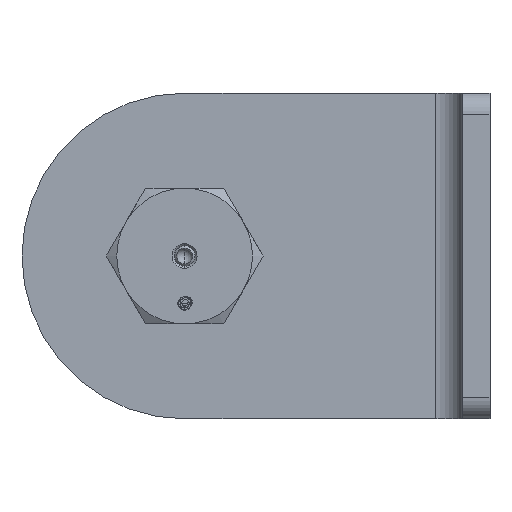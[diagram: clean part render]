
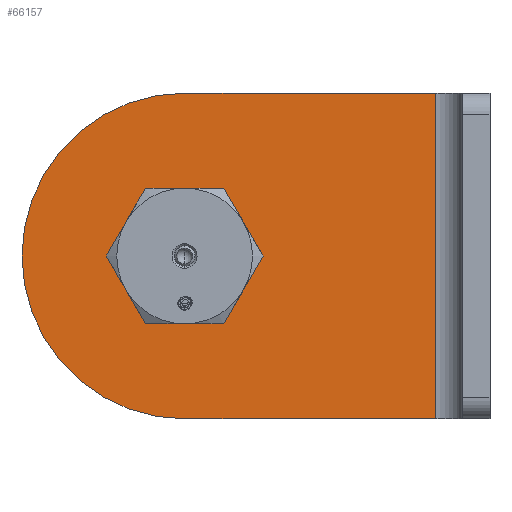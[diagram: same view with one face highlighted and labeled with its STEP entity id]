
A CAD part, left-side view. The second image highlights one B-rep face of the part: STEP entity #66157.
In plain terms, the highlighted planar face has unit normal (-1, 0, 0).
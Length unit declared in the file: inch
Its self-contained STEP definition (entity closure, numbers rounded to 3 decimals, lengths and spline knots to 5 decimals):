
#865 = PLANE ( 'NONE',  #30111 ) ;
#1574 = DIRECTION ( 'NONE',  ( 0., 0., 1. ) ) ;
#5107 = EDGE_CURVE ( 'NONE', #61178, #49935, #16329, .T. ) ;
#6825 = CARTESIAN_POINT ( 'NONE',  ( -9.25, -0.002, -1.5 ) ) ;
#9170 = VECTOR ( 'NONE', #94205, 39.37008 ) ;
#15396 = ORIENTED_EDGE ( 'NONE', *, *, #5107, .F. ) ;
#16329 = CIRCLE ( 'NONE', #34544, 0.453 ) ;
#18373 = CIRCLE ( 'NONE', #71097, 0.453 ) ;
#26183 = CARTESIAN_POINT ( 'NONE',  ( -9.25, -2.812, 1.5 ) ) ;
#27701 = LINE ( 'NONE', #84326, #37254 ) ;
#30111 = AXIS2_PLACEMENT_3D ( 'NONE', #72725, #110306, #102651 ) ;
#31099 = CARTESIAN_POINT ( 'NONE',  ( -9.25, -0.06155, -0.4488 ) ) ;
#31503 = DIRECTION ( 'NONE',  ( -1., 0., 0. ) ) ;
#33211 = LINE ( 'NONE', #26183, #9170 ) ;
#34544 = AXIS2_PLACEMENT_3D ( 'NONE', #116226, #31503, #1574 ) ;
#37254 = VECTOR ( 'NONE', #112940, 39.37008 ) ;
#37307 = DIRECTION ( 'NONE',  ( -1., 0., 0. ) ) ;
#40073 = ORIENTED_EDGE ( 'NONE', *, *, #89019, .F. ) ;
#41058 = EDGE_CURVE ( 'NONE', #50414, #105709, #97891, .T. ) ;
#41822 = CARTESIAN_POINT ( 'NONE',  ( -9.25, -2.312, -1.5 ) ) ;
#44592 = EDGE_CURVE ( 'NONE', #106013, #83173, #58707, .T. ) ;
#49827 = ORIENTED_EDGE ( 'NONE', *, *, #87484, .F. ) ;
#49857 = VERTEX_POINT ( 'NONE', #55635 ) ;
#49935 = VERTEX_POINT ( 'NONE', #103734 ) ;
#50077 = EDGE_CURVE ( 'NONE', #49935, #49857, #18373, .T. ) ;
#50350 = DIRECTION ( 'NONE',  ( 0., 0., -1. ) ) ;
#50414 = VERTEX_POINT ( 'NONE', #68480 ) ;
#52020 = DIRECTION ( 'NONE',  ( -1., 0., 0. ) ) ;
#52239 = ORIENTED_EDGE ( 'NONE', *, *, #44592, .F. ) ;
#55635 = CARTESIAN_POINT ( 'NONE',  ( -9.25, 0.06155, -0.4488 ) ) ;
#58014 = VECTOR ( 'NONE', #50350, 39.37008 ) ;
#58707 = LINE ( 'NONE', #109534, #58014 ) ;
#61178 = VERTEX_POINT ( 'NONE', #31099 ) ;
#61610 = DIRECTION ( 'NONE',  ( 0., 0., 1. ) ) ;
#66157 = ADVANCED_FACE ( 'NONE', ( #79181, #67745 ), #865, .T. ) ;
#67745 = FACE_OUTER_BOUND ( 'NONE', #86222, .T. ) ;
#68426 = DIRECTION ( 'NONE',  ( 0., 0., 1. ) ) ;
#68480 = CARTESIAN_POINT ( 'NONE',  ( -9.25, -0.002, 1.5 ) ) ;
#71097 = AXIS2_PLACEMENT_3D ( 'NONE', #71730, #52020, #61610 ) ;
#71730 = CARTESIAN_POINT ( 'NONE',  ( -9.25, 0., 0. ) ) ;
#72725 = CARTESIAN_POINT ( 'NONE',  ( -9.25, -2.812, 1.5 ) ) ;
#76130 = CARTESIAN_POINT ( 'NONE',  ( -9.25, -0.002, 0. ) ) ;
#79181 = FACE_BOUND ( 'NONE', #120295, .T. ) ;
#79371 = ORIENTED_EDGE ( 'NONE', *, *, #123527, .T. ) ;
#79621 = AXIS2_PLACEMENT_3D ( 'NONE', #76130, #125120, #104154 ) ;
#83173 = VERTEX_POINT ( 'NONE', #41822 ) ;
#83512 = CIRCLE ( 'NONE', #99736, 0.0625 ) ;
#84326 = CARTESIAN_POINT ( 'NONE',  ( -9.25, -2.812, -1.5 ) ) ;
#86222 = EDGE_LOOP ( 'NONE', ( #116876, #40073, #52239, #79371 ) ) ;
#86328 = CARTESIAN_POINT ( 'NONE',  ( -9.25, 0., -0.43796 ) ) ;
#86653 = ORIENTED_EDGE ( 'NONE', *, *, #50077, .F. ) ;
#87484 = EDGE_CURVE ( 'NONE', #49857, #61178, #83512, .T. ) ;
#89019 = EDGE_CURVE ( 'NONE', #83173, #105709, #27701, .T. ) ;
#94205 = DIRECTION ( 'NONE',  ( 0., 1., 0. ) ) ;
#97891 = CIRCLE ( 'NONE', #79621, 1.5 ) ;
#99736 = AXIS2_PLACEMENT_3D ( 'NONE', #86328, #37307, #68426 ) ;
#102651 = DIRECTION ( 'NONE',  ( 0., 0., 1. ) ) ;
#103734 = CARTESIAN_POINT ( 'NONE',  ( -9.25, 0., 0.453 ) ) ;
#104154 = DIRECTION ( 'NONE',  ( 0., 0., 1. ) ) ;
#105709 = VERTEX_POINT ( 'NONE', #6825 ) ;
#106013 = VERTEX_POINT ( 'NONE', #112309 ) ;
#109534 = CARTESIAN_POINT ( 'NONE',  ( -9.25, -2.312, 1.5 ) ) ;
#110306 = DIRECTION ( 'NONE',  ( -1., 0., 0. ) ) ;
#112309 = CARTESIAN_POINT ( 'NONE',  ( -9.25, -2.312, 1.5 ) ) ;
#112940 = DIRECTION ( 'NONE',  ( 0., 1., 0. ) ) ;
#116226 = CARTESIAN_POINT ( 'NONE',  ( -9.25, 0., 0. ) ) ;
#116876 = ORIENTED_EDGE ( 'NONE', *, *, #41058, .T. ) ;
#120295 = EDGE_LOOP ( 'NONE', ( #49827, #86653, #15396 ) ) ;
#123527 = EDGE_CURVE ( 'NONE', #106013, #50414, #33211, .T. ) ;
#125120 = DIRECTION ( 'NONE',  ( -1., 0., 0. ) ) ;
